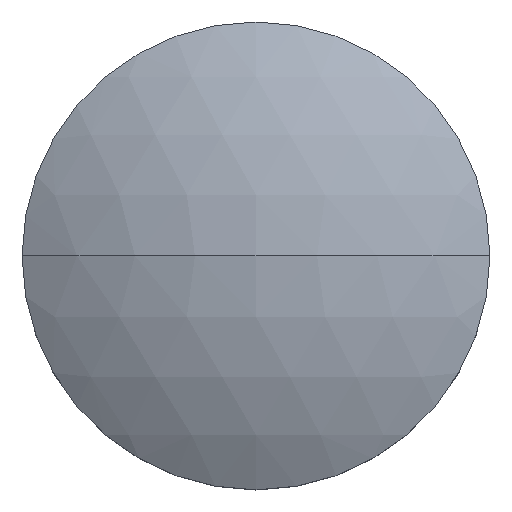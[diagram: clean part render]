
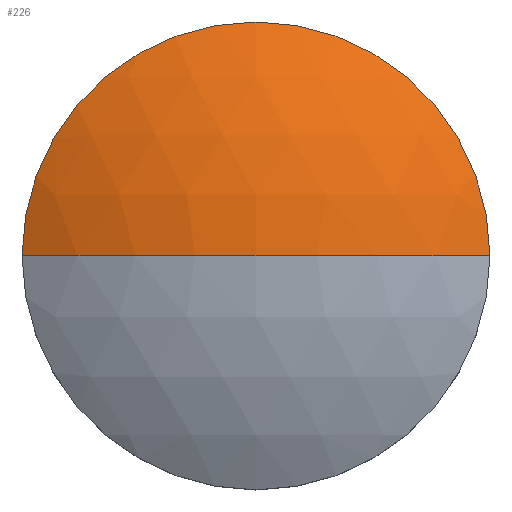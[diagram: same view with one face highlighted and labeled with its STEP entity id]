
A CAD part, top view. The second image highlights one B-rep face of the part: STEP entity #226.
In plain terms, the highlighted spherical face has radius 30 mm.
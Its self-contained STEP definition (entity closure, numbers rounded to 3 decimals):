
#5 = VERTEX_POINT ( 'NONE', #167 ) ;
#16 = AXIS2_PLACEMENT_3D ( 'NONE', #243, #128, #248 ) ;
#24 = VERTEX_POINT ( 'NONE', #159 ) ;
#44 = AXIS2_PLACEMENT_3D ( 'NONE', #327, #219, #72 ) ;
#51 = AXIS2_PLACEMENT_3D ( 'NONE', #305, #258, #160 ) ;
#58 = CARTESIAN_POINT ( 'NONE',  ( 0., 0., -20. ) ) ;
#72 = DIRECTION ( 'NONE',  ( 1., 0., 0. ) ) ;
#87 = VERTEX_POINT ( 'NONE', #297 ) ;
#96 = EDGE_CURVE ( 'NONE', #24, #5, #268, .T. ) ;
#100 = CIRCLE ( 'NONE', #51, 30. ) ;
#128 = DIRECTION ( 'NONE',  ( 0., 1., 0. ) ) ;
#153 = EDGE_LOOP ( 'NONE', ( #195, #179, #172 ) ) ;
#158 = DIRECTION ( 'NONE',  ( 0., 1., 0. ) ) ;
#159 = CARTESIAN_POINT ( 'NONE',  ( 15., 0., 5.981 ) ) ;
#160 = DIRECTION ( 'NONE',  ( 0., 0., -1. ) ) ;
#167 = CARTESIAN_POINT ( 'NONE',  ( -15., 0., 5.981 ) ) ;
#172 = ORIENTED_EDGE ( 'NONE', *, *, #293, .F. ) ;
#178 = FACE_OUTER_BOUND ( 'NONE', #153, .T. ) ;
#179 = ORIENTED_EDGE ( 'NONE', *, *, #191, .T. ) ;
#191 = EDGE_CURVE ( 'NONE', #5, #87, #271, .T. ) ;
#195 = ORIENTED_EDGE ( 'NONE', *, *, #96, .T. ) ;
#201 = DIRECTION ( 'NONE',  ( 1., 0., 0. ) ) ;
#219 = DIRECTION ( 'NONE',  ( 0., 0., 1. ) ) ;
#226 = ADVANCED_FACE ( 'NONE', ( #178 ), #255, .T. ) ;
#243 = CARTESIAN_POINT ( 'NONE',  ( 0., 0., -20. ) ) ;
#248 = DIRECTION ( 'NONE',  ( -1., 0., 0. ) ) ;
#254 = AXIS2_PLACEMENT_3D ( 'NONE', #58, #158, #201 ) ;
#255 = SPHERICAL_SURFACE ( 'NONE', #254, 30. ) ;
#258 = DIRECTION ( 'NONE',  ( 0., -1., 0. ) ) ;
#268 = CIRCLE ( 'NONE', #44, 15. ) ;
#271 = CIRCLE ( 'NONE', #16, 30. ) ;
#293 = EDGE_CURVE ( 'NONE', #24, #87, #100, .T. ) ;
#297 = CARTESIAN_POINT ( 'NONE',  ( 0., 0., 10. ) ) ;
#305 = CARTESIAN_POINT ( 'NONE',  ( 0., 0., -20. ) ) ;
#327 = CARTESIAN_POINT ( 'NONE',  ( 0., 0., 5.981 ) ) ;
